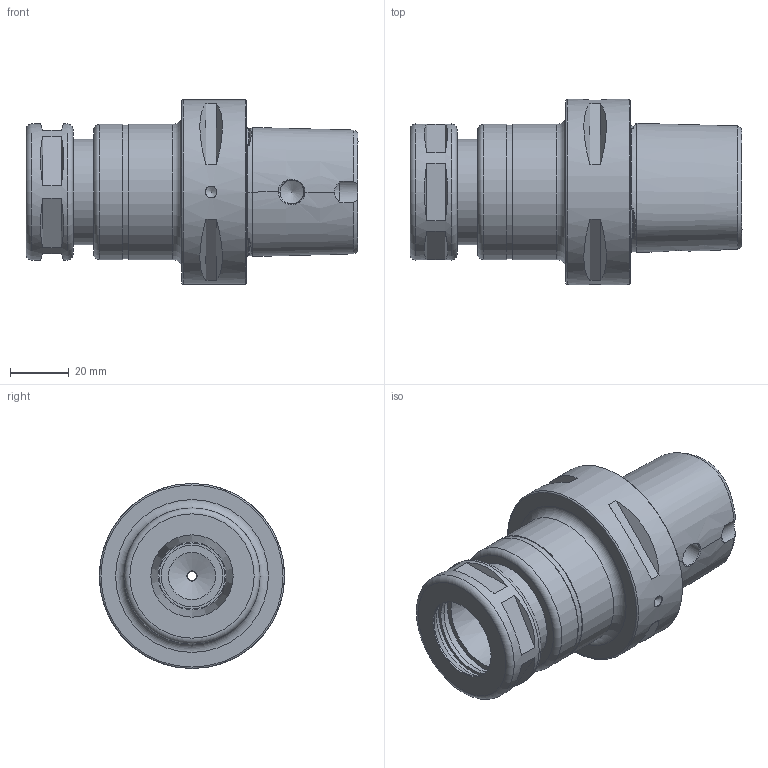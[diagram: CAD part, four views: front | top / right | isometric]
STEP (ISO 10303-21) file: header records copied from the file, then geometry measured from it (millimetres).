
FILE_DESCRIPTION((''),'2;1');
FILE_NAME('670000622075-3D.stp','2021-02-01T10:49:32',('nttooll'),(''),'Autodesk Inventor 2012','Autodesk Inventor 2012','');
FILE_SCHEMA(('AUTOMOTIVE_DESIGN { 1 0 10303 214 1 1 1 1 }'));
Length unit declared in the file: millimetre
Products named in the file (1): 670000622075-3D
Bounding box: 113 x 63 x 63 mm (x, y, z)
Volume: 144842.8 mm3; surface area: 34950.7 mm2
Topology: 1 solids, 1 shells, 125 faces, 263 edges, 165 vertices
Faces by surface type: plane 54, cylinder 29, cone 21, bspline 12, torus 9
Full cylindrical faces by diameter (mm): 3 x1, 3.464 x1, 4 x1, 8.1 x3, 17 x1, 20 x2, 21 x1, 22.5 x1, 24 x1, 28 x3, 30.4 x1, 32 x1, 32.5 x1, 36 x2, 45.6 x1, 46 x2, 46.3 x1, 63 x1
Entity records: 6711 total; most frequent: CARTESIAN_POINT 4324, DIRECTION 478, ORIENTED_EDGE 394, AXIS2_PLACEMENT_3D 213, EDGE_LOOP 208, EDGE_CURVE 197, VERTEX_POINT 153, FACE_OUTER_BOUND 125
